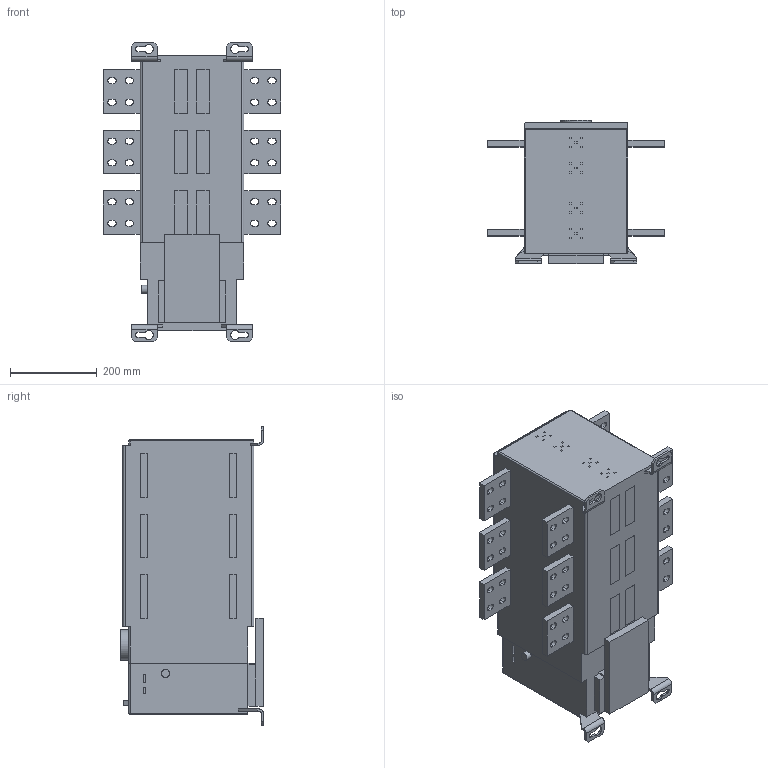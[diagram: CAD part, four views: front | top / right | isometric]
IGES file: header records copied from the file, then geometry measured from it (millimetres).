
Global section: file name: OTM3200E3C.igs; preprocessor: I-DEAS 3D IGES Translator 15; date: 20130221.084954; units: millimetre
Bounding box: 410 x 330.5 x 691 mm (x, y, z)
Volume: 45896085.6 mm3; surface area: 1154446.8 mm2
Topology: 1 solids, 1 shells, 604 faces, 2294 edges, 2306 vertices
Faces by surface type: bspline 604
